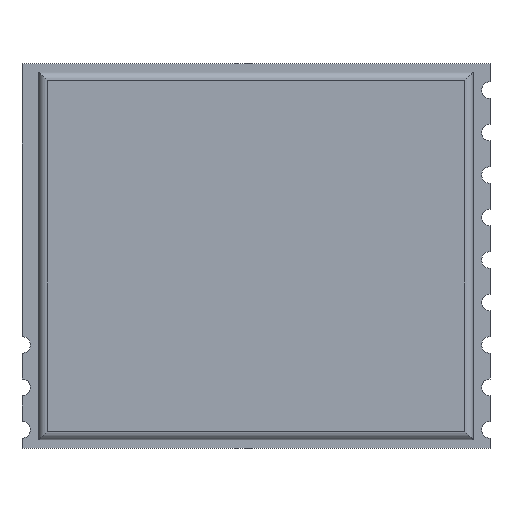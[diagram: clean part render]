
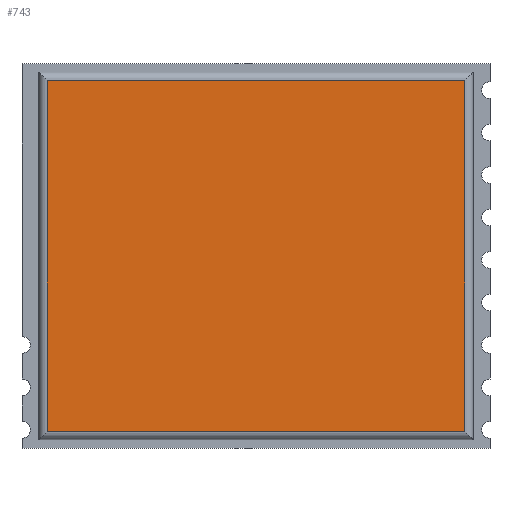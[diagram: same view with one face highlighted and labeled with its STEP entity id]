
A CAD part, top view. The second image highlights one B-rep face of the part: STEP entity #743.
In plain terms, the highlighted planar face has unit normal (0, 0, 1).
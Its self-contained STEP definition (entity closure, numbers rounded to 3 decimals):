
#51=PLANE('',#839);
#91=FACE_OUTER_BOUND('',#131,.T.);
#131=EDGE_LOOP('',(#675,#676,#677,#678));
#195=LINE('',#1243,#271);
#197=LINE('',#1251,#273);
#199=LINE('',#1257,#275);
#202=LINE('',#1263,#278);
#271=VECTOR('',#1021,10.);
#273=VECTOR('',#1029,10.);
#275=VECTOR('',#1035,10.);
#278=VECTOR('',#1042,10.);
#367=VERTEX_POINT('',#1241);
#368=VERTEX_POINT('',#1242);
#371=VERTEX_POINT('',#1250);
#373=VERTEX_POINT('',#1256);
#463=EDGE_CURVE('',#367,#368,#195,.T.);
#467=EDGE_CURVE('',#368,#371,#197,.T.);
#470=EDGE_CURVE('',#371,#373,#199,.T.);
#474=EDGE_CURVE('',#373,#367,#202,.T.);
#675=ORIENTED_EDGE('',*,*,#463,.F.);
#676=ORIENTED_EDGE('',*,*,#474,.F.);
#677=ORIENTED_EDGE('',*,*,#470,.F.);
#678=ORIENTED_EDGE('',*,*,#467,.F.);
#743=ADVANCED_FACE('',(#91),#51,.T.);
#839=AXIS2_PLACEMENT_3D('',#1274,#1052,#1053);
#1021=DIRECTION('',(-1.,0.,0.));
#1029=DIRECTION('',(0.,1.,0.));
#1035=DIRECTION('',(1.,0.,0.));
#1042=DIRECTION('',(0.,-1.,0.));
#1052=DIRECTION('center_axis',(0.,0.,1.));
#1053=DIRECTION('ref_axis',(1.,0.,0.));
#1241=CARTESIAN_POINT('',(12.5,-10.5,3.));
#1242=CARTESIAN_POINT('',(-12.5,-10.5,3.));
#1243=CARTESIAN_POINT('',(-6.5,-10.5,3.));
#1250=CARTESIAN_POINT('',(-12.5,10.5,3.));
#1251=CARTESIAN_POINT('',(-12.5,5.5,3.));
#1256=CARTESIAN_POINT('',(12.5,10.5,3.));
#1257=CARTESIAN_POINT('',(6.5,10.5,3.));
#1263=CARTESIAN_POINT('',(12.5,-5.5,3.));
#1274=CARTESIAN_POINT('Origin',(0.,0.,
3.));
